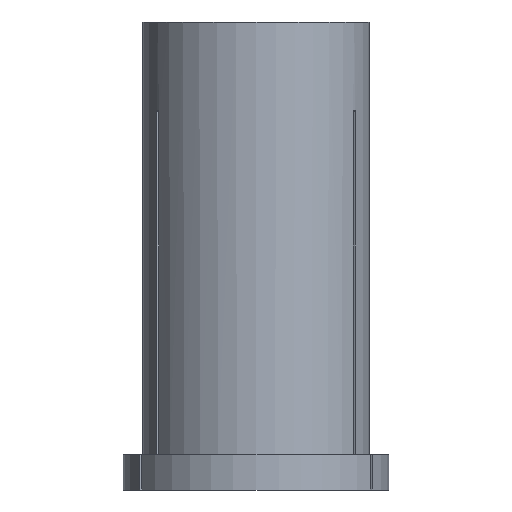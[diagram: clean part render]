
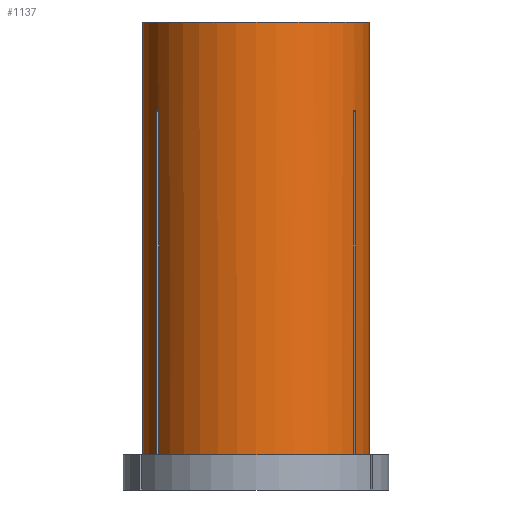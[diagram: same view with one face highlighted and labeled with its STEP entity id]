
A CAD part, front view. The second image highlights one B-rep face of the part: STEP entity #1137.
In plain terms, the highlighted cylindrical face has radius 16 mm (diameter 32 mm), a partial arc.
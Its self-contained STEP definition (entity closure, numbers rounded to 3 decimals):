
#39 = DIRECTION ( 'NONE',  ( 0., 0., 1. ) ) ;
#46 = DIRECTION ( 'NONE',  ( 0., 0., 1. ) ) ;
#51 = CARTESIAN_POINT ( 'NONE',  ( 0., 0., 0. ) ) ;
#75 = ORIENTED_EDGE ( 'NONE', *, *, #384, .T. ) ;
#92 = AXIS2_PLACEMENT_3D ( 'NONE', #1298, #963, #450 ) ;
#95 = DIRECTION ( 'NONE',  ( 1., 0., 0. ) ) ;
#101 = DIRECTION ( 'NONE',  ( 0., 0., 1. ) ) ;
#117 = B_SPLINE_CURVE_WITH_KNOTS ( 'NONE', 3,
 ( #235, #546, #475, #646, #772 ),
 .UNSPECIFIED., .F., .F.,
 ( 4, 1, 4 ),
 ( 0.101, 0.101, 0.101 ),
 .UNSPECIFIED. ) ;
#121 = ORIENTED_EDGE ( 'NONE', *, *, #240, .T. ) ;
#123 = CARTESIAN_POINT ( 'NONE',  ( 13.704, -8.258, -12.502 ) ) ;
#154 = CARTESIAN_POINT ( 'NONE',  ( -13.704, -8.258, -61. ) ) ;
#163 = CIRCLE ( 'NONE', #1257, 16. ) ;
#172 = ORIENTED_EDGE ( 'NONE', *, *, #1269, .T. ) ;
#185 = EDGE_CURVE ( 'NONE', #255, #197, #117, .T. ) ;
#197 = VERTEX_POINT ( 'NONE', #252 ) ;
#206 = LINE ( 'NONE', #328, #1307 ) ;
#210 = CARTESIAN_POINT ( 'NONE',  ( 0., 0., -61. ) ) ;
#218 = ORIENTED_EDGE ( 'NONE', *, *, #1243, .T. ) ;
#225 = LINE ( 'NONE', #1338, #753 ) ;
#235 = CARTESIAN_POINT ( 'NONE',  ( 13.704, -8.258, -12.502 ) ) ;
#240 = EDGE_CURVE ( 'NONE', #1154, #981, #943, .T. ) ;
#252 = CARTESIAN_POINT ( 'NONE',  ( 14.004, -7.739, -12.502 ) ) ;
#255 = VERTEX_POINT ( 'NONE', #123 ) ;
#265 = DIRECTION ( 'NONE',  ( 0., 0., 1. ) ) ;
#267 = ORIENTED_EDGE ( 'NONE', *, *, #1189, .F. ) ;
#268 = DIRECTION ( 'NONE',  ( 1., 0., 0. ) ) ;
#273 = ORIENTED_EDGE ( 'NONE', *, *, #975, .F. ) ;
#326 = CARTESIAN_POINT ( 'NONE',  ( 16., 0., 0. ) ) ;
#327 = CARTESIAN_POINT ( 'NONE',  ( 0., 0., 0. ) ) ;
#328 = CARTESIAN_POINT ( 'NONE',  ( 13.704, -8.258, 0. ) ) ;
#352 = CARTESIAN_POINT ( 'NONE',  ( -13.704, -8.258, -12.502 ) ) ;
#358 = AXIS2_PLACEMENT_3D ( 'NONE', #787, #39, #1195 ) ;
#367 = VERTEX_POINT ( 'NONE', #1057 ) ;
#376 = VECTOR ( 'NONE', #862, 1000. ) ;
#384 = EDGE_CURVE ( 'NONE', #389, #887, #1058, .T. ) ;
#389 = VERTEX_POINT ( 'NONE', #930 ) ;
#417 = CARTESIAN_POINT ( 'NONE',  ( -16., 0., 0. ) ) ;
#419 = DIRECTION ( 'NONE',  ( 0., 0., 1. ) ) ;
#445 = EDGE_CURVE ( 'NONE', #1261, #927, #478, .T. ) ;
#450 = DIRECTION ( 'NONE',  ( 1., 0., 0. ) ) ;
#471 = EDGE_LOOP ( 'NONE', ( #267, #121, #912, #1027, #789, #218, #1097, #1169, #936, #172, #75, #273 ) ) ;
#475 = CARTESIAN_POINT ( 'NONE',  ( 13.857, -8., -12.499 ) ) ;
#478 = LINE ( 'NONE', #717, #1023 ) ;
#524 = DIRECTION ( 'NONE',  ( 1., 0., 0. ) ) ;
#530 = CARTESIAN_POINT ( 'NONE',  ( -13.956, -7.826, -12.501 ) ) ;
#546 = CARTESIAN_POINT ( 'NONE',  ( 13.756, -8.173, -12.501 ) ) ;
#548 = VECTOR ( 'NONE', #875, 1000. ) ;
#589 = VERTEX_POINT ( 'NONE', #417 ) ;
#610 = FACE_OUTER_BOUND ( 'NONE', #471, .T. ) ;
#615 = EDGE_CURVE ( 'NONE', #1081, #255, #206, .T. ) ;
#639 = CARTESIAN_POINT ( 'NONE',  ( 13.704, -8.258, -61. ) ) ;
#646 = CARTESIAN_POINT ( 'NONE',  ( 13.956, -7.826, -12.501 ) ) ;
#717 = CARTESIAN_POINT ( 'NONE',  ( -13.704, -8.258, 0. ) ) ;
#753 = VECTOR ( 'NONE', #46, 1000. ) ;
#772 = CARTESIAN_POINT ( 'NONE',  ( 14.004, -7.739, -12.502 ) ) ;
#787 = CARTESIAN_POINT ( 'NONE',  ( 0., 0., -61. ) ) ;
#788 = EDGE_CURVE ( 'NONE', #1141, #927, #993, .T. ) ;
#789 = ORIENTED_EDGE ( 'NONE', *, *, #445, .F. ) ;
#814 = LINE ( 'NONE', #1166, #548 ) ;
#846 = DIRECTION ( 'NONE',  ( 0., 0., 1. ) ) ;
#862 = DIRECTION ( 'NONE',  ( 0., 0., 1. ) ) ;
#875 = DIRECTION ( 'NONE',  ( 0., 0., 1. ) ) ;
#887 = VERTEX_POINT ( 'NONE', #326 ) ;
#912 = ORIENTED_EDGE ( 'NONE', *, *, #1109, .T. ) ;
#927 = VERTEX_POINT ( 'NONE', #352 ) ;
#930 = CARTESIAN_POINT ( 'NONE',  ( 16., 0., -61. ) ) ;
#936 = ORIENTED_EDGE ( 'NONE', *, *, #1285, .F. ) ;
#943 = CIRCLE ( 'NONE', #358, 16. ) ;
#945 = CIRCLE ( 'NONE', #1129, 16. ) ;
#963 = DIRECTION ( 'NONE',  ( 0., 0., 1. ) ) ;
#965 = AXIS2_PLACEMENT_3D ( 'NONE', #51, #265, #268 ) ;
#975 = EDGE_CURVE ( 'NONE', #589, #887, #945, .T. ) ;
#977 = CARTESIAN_POINT ( 'NONE',  ( -13.704, -8.258, -12.502 ) ) ;
#981 = VERTEX_POINT ( 'NONE', #1250 ) ;
#986 = CARTESIAN_POINT ( 'NONE',  ( -14.004, -7.739, -12.502 ) ) ;
#987 = CARTESIAN_POINT ( 'NONE',  ( -13.756, -8.173, -12.501 ) ) ;
#991 = CARTESIAN_POINT ( 'NONE',  ( -16., 0., -61. ) ) ;
#993 = B_SPLINE_CURVE_WITH_KNOTS ( 'NONE', 3,
 ( #1048, #530, #1165, #987, #977 ),
 .UNSPECIFIED., .F., .F.,
 ( 4, 1, 4 ),
 ( 0.092, 0.092, 0.092 ),
 .UNSPECIFIED. ) ;
#1023 = VECTOR ( 'NONE', #846, 1000. ) ;
#1027 = ORIENTED_EDGE ( 'NONE', *, *, #788, .T. ) ;
#1048 = CARTESIAN_POINT ( 'NONE',  ( -14.004, -7.739, -12.502 ) ) ;
#1057 = CARTESIAN_POINT ( 'NONE',  ( 14.004, -7.739, -61. ) ) ;
#1058 = LINE ( 'NONE', #1379, #1355 ) ;
#1081 = VERTEX_POINT ( 'NONE', #639 ) ;
#1097 = ORIENTED_EDGE ( 'NONE', *, *, #615, .T. ) ;
#1109 = EDGE_CURVE ( 'NONE', #981, #1141, #814, .T. ) ;
#1129 = AXIS2_PLACEMENT_3D ( 'NONE', #327, #419, #524 ) ;
#1133 = DIRECTION ( 'NONE',  ( 0., 0., 1. ) ) ;
#1137 = ADVANCED_FACE ( 'NONE', ( #610 ), #1325, .T. ) ;
#1141 = VERTEX_POINT ( 'NONE', #986 ) ;
#1151 = DIRECTION ( 'NONE',  ( 0., 0., 1. ) ) ;
#1154 = VERTEX_POINT ( 'NONE', #991 ) ;
#1165 = CARTESIAN_POINT ( 'NONE',  ( -13.857, -8., -12.499 ) ) ;
#1166 = CARTESIAN_POINT ( 'NONE',  ( -14.004, -7.739, 0. ) ) ;
#1169 = ORIENTED_EDGE ( 'NONE', *, *, #185, .T. ) ;
#1189 = EDGE_CURVE ( 'NONE', #1154, #589, #225, .T. ) ;
#1195 = DIRECTION ( 'NONE',  ( 1., 0., 0. ) ) ;
#1214 = LINE ( 'NONE', #1320, #376 ) ;
#1243 = EDGE_CURVE ( 'NONE', #1261, #1081, #163, .T. ) ;
#1249 = CIRCLE ( 'NONE', #92, 16. ) ;
#1250 = CARTESIAN_POINT ( 'NONE',  ( -14.004, -7.739, -61. ) ) ;
#1257 = AXIS2_PLACEMENT_3D ( 'NONE', #210, #101, #95 ) ;
#1261 = VERTEX_POINT ( 'NONE', #154 ) ;
#1269 = EDGE_CURVE ( 'NONE', #367, #389, #1249, .T. ) ;
#1285 = EDGE_CURVE ( 'NONE', #367, #197, #1214, .T. ) ;
#1298 = CARTESIAN_POINT ( 'NONE',  ( 0., 0., -61. ) ) ;
#1307 = VECTOR ( 'NONE', #1133, 1000. ) ;
#1320 = CARTESIAN_POINT ( 'NONE',  ( 14.004, -7.739, 0. ) ) ;
#1325 = CYLINDRICAL_SURFACE ( 'NONE', #965, 16. ) ;
#1338 = CARTESIAN_POINT ( 'NONE',  ( -16., 0., 0. ) ) ;
#1355 = VECTOR ( 'NONE', #1151, 1000. ) ;
#1379 = CARTESIAN_POINT ( 'NONE',  ( 16., 0., 0. ) ) ;
